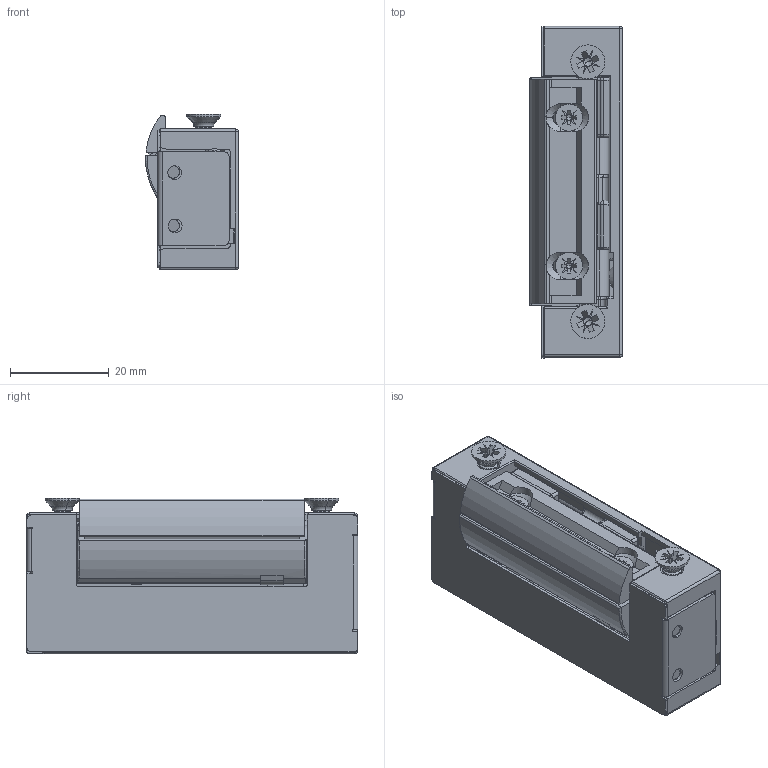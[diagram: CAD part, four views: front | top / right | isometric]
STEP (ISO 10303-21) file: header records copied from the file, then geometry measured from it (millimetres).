
FILE_DESCRIPTION (( 'STEP AP214' ), '1' );
FILE_NAME ('SEE2MI_STPALL.STEP', '2022-09-23T14:08:34', ( '' ), ( '' ), 'SwSTEP 2.0', 'SolidWorks 2020', '' );
FILE_SCHEMA (( 'AUTOMOTIVE_DESIGN' ));
Length unit declared in the file: millimetre
Products named in the file (11): 97114-H Eje pestillo CE67-1400-Radial 02-02-18; pan head cross recess screw_din_ISO 7045 - M2.5 x 3 - Z --- 3N; DIN 7500 M - M4 x 8 ROUREG_M4 x 8; 07314 Frontal pestillo CE 1400 RF Ciego 04-09-19; 07166-B Conector CE 1400 02-02-18_RFT AF; 07217 Caja CE 1400 RF; 07218-E Dorsal pestillo; 97275 Tapa CE 1400 RF; SEE2MI_STPALL; countersunk flat head cross recess screw_din2_ISO 7046-1 - M3 x 5 - Z --- 5N; Borne 1400
Assembly tree (14 placements, depth 2):
  SEE2MI_STPALL
    97114-H Eje pestillo CE67-1400-Radial 02-02-18
    07218-E Dorsal pestillo
    07166-B Conector CE 1400 02-02-18_RFT AF
    Borne 1400  x2
    countersunk flat head cross recess screw_din2_ISO 7046-1 - M3 x 5 - Z --- 5N  x2
    pan head cross recess screw_din_ISO 7045 - M2.5 x 3 - Z --- 3N  x2
    07314 Frontal pestillo CE 1400 RF Ciego 04-09-19
    97275 Tapa CE 1400 RF
    07217 Caja CE 1400 RF
    DIN 7500 M - M4 x 8 ROUREG_M4 x 8  x2
Bounding box: 18.79 x 67.15 x 31.5 mm (x, y, z)
Volume: 17215.4 mm3; surface area: 20534.7 mm2
Topology: 14 solids, 14 shells, 1307 faces, 3480 edges, 2203 vertices
Faces by surface type: plane 671, cylinder 372, cone 167, bspline 93, torus 4
Entity records: 37665 total; most frequent: CARTESIAN_POINT 10455, ORIENTED_EDGE 5834, DIRECTION 5346, EDGE_CURVE 2917, VERTEX_POINT 1866, AXIS2_PLACEMENT_3D 1785, LINE 1776, VECTOR 1776
